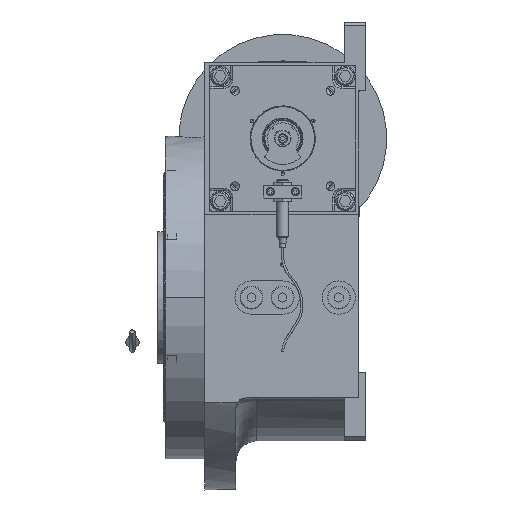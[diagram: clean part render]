
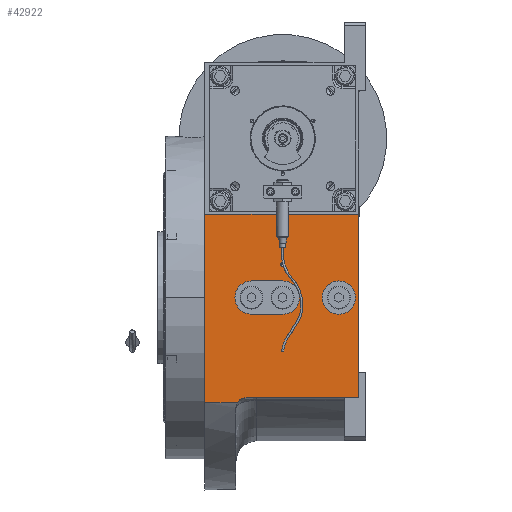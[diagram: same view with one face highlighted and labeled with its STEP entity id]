
A CAD part, left-side view. The second image highlights one B-rep face of the part: STEP entity #42922.
In plain terms, the highlighted planar face has unit normal (-1, 0, 0).
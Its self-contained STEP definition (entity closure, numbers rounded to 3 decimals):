
#11 = DIRECTION ( 'NONE',  ( 0., -1., 0. ) ) ;
#806 = VECTOR ( 'NONE', #58138, 1000. ) ;
#1220 = ORIENTED_EDGE ( 'NONE', *, *, #39414, .T. ) ;
#1465 = ORIENTED_EDGE ( 'NONE', *, *, #23947, .F. ) ;
#1694 = CARTESIAN_POINT ( 'NONE',  ( -155., 0., 0. ) ) ;
#2291 = FACE_BOUND ( 'NONE', #61739, .T. ) ;
#3975 = DIRECTION ( 'NONE',  ( 1., 0., 0. ) ) ;
#4006 = CARTESIAN_POINT ( 'NONE',  ( -155., 0., 32. ) ) ;
#4534 = EDGE_CURVE ( 'NONE', #60402, #5801, #25669, .T. ) ;
#4750 = AXIS2_PLACEMENT_3D ( 'NONE', #27618, #45690, #8730 ) ;
#5049 = LINE ( 'NONE', #75473, #806 ) ;
#5621 = DIRECTION ( 'NONE',  ( 1., 0., 0. ) ) ;
#5801 = VERTEX_POINT ( 'NONE', #29264 ) ;
#7280 = ORIENTED_EDGE ( 'NONE', *, *, #4534, .F. ) ;
#7315 = EDGE_CURVE ( 'NONE', #17897, #28031, #73370, .T. ) ;
#7751 = LINE ( 'NONE', #50617, #24874 ) ;
#7877 = CARTESIAN_POINT ( 'NONE',  ( -155., 0., 16. ) ) ;
#8096 = EDGE_LOOP ( 'NONE', ( #45462, #60688, #1465, #55135 ) ) ;
#8173 = CARTESIAN_POINT ( 'NONE',  ( -155., -73., -100.995 ) ) ;
#8334 = CARTESIAN_POINT ( 'NONE',  ( -155., -73., -96. ) ) ;
#8417 = AXIS2_PLACEMENT_3D ( 'NONE', #76878, #10782, #11179 ) ;
#8448 = AXIS2_PLACEMENT_3D ( 'NONE', #71321, #22561, #77210 ) ;
#8730 = DIRECTION ( 'NONE',  ( 0., 1., 0. ) ) ;
#9503 = EDGE_CURVE ( 'NONE', #71304, #5801, #11913, .T. ) ;
#10253 = DIRECTION ( 'NONE',  ( 0., -1., 0. ) ) ;
#10782 = DIRECTION ( 'NONE',  ( 1., 0., 0. ) ) ;
#11179 = DIRECTION ( 'NONE',  ( 0., 1., 0. ) ) ;
#11260 = VECTOR ( 'NONE', #30798, 1000. ) ;
#11913 = CIRCLE ( 'NONE', #63596, 10. ) ;
#12492 = CARTESIAN_POINT ( 'NONE',  ( -155., 30., -16. ) ) ;
#12835 = CARTESIAN_POINT ( 'NONE',  ( -155., -54., 0. ) ) ;
#13698 = DIRECTION ( 'NONE',  ( -1., 0., 0. ) ) ;
#14598 = DIRECTION ( 'NONE',  ( 0., -1., 0. ) ) ;
#14736 = CIRCLE ( 'NONE', #8448, 16. ) ;
#14949 = EDGE_CURVE ( 'NONE', #28031, #17897, #69570, .T. ) ;
#15630 = CARTESIAN_POINT ( 'NONE',  ( -155., -73., 80. ) ) ;
#16028 = VERTEX_POINT ( 'NONE', #61281 ) ;
#16646 = CARTESIAN_POINT ( 'NONE',  ( -155., 35., -106. ) ) ;
#17125 = AXIS2_PLACEMENT_3D ( 'NONE', #4006, #38198, #14598 ) ;
#17820 = CARTESIAN_POINT ( 'NONE',  ( -155., -54., 0. ) ) ;
#17897 = VERTEX_POINT ( 'NONE', #69825 ) ;
#19154 = EDGE_CURVE ( 'NONE', #53469, #52274, #25882, .T. ) ;
#19213 = EDGE_LOOP ( 'NONE', ( #55284, #20112 ) ) ;
#19238 = FACE_BOUND ( 'NONE', #19213, .T. ) ;
#20112 = ORIENTED_EDGE ( 'NONE', *, *, #7315, .F. ) ;
#21849 = AXIS2_PLACEMENT_3D ( 'NONE', #17820, #53620, #41794 ) ;
#22103 = VERTEX_POINT ( 'NONE', #12492 ) ;
#22561 = DIRECTION ( 'NONE',  ( -1., 0., 0. ) ) ;
#23122 = AXIS2_PLACEMENT_3D ( 'NONE', #12835, #55320, #37618 ) ;
#23273 = EDGE_CURVE ( 'NONE', #41108, #35169, #64997, .T. ) ;
#23947 = EDGE_CURVE ( 'NONE', #22103, #16028, #65666, .T. ) ;
#24874 = VECTOR ( 'NONE', #32524, 1000. ) ;
#25669 = LINE ( 'NONE', #8334, #11260 ) ;
#25683 = DIRECTION ( 'NONE',  ( -1., 0., 0. ) ) ;
#25882 = LINE ( 'NONE', #67589, #48451 ) ;
#25884 = PLANE ( 'NONE',  #56013 ) ;
#26619 = ORIENTED_EDGE ( 'NONE', *, *, #71631, .T. ) ;
#27618 = CARTESIAN_POINT ( 'NONE',  ( -155., 0., 60. ) ) ;
#27915 = ORIENTED_EDGE ( 'NONE', *, *, #51344, .F. ) ;
#28031 = VERTEX_POINT ( 'NONE', #34530 ) ;
#28766 = VERTEX_POINT ( 'NONE', #41848 ) ;
#29264 = CARTESIAN_POINT ( 'NONE',  ( -155., 35., -96. ) ) ;
#29521 = ORIENTED_EDGE ( 'NONE', *, *, #62650, .T. ) ;
#30798 = DIRECTION ( 'NONE',  ( 0., 1., 0. ) ) ;
#31044 = CARTESIAN_POINT ( 'NONE',  ( -155., 30., -16. ) ) ;
#31429 = DIRECTION ( 'NONE',  ( 0., 0., 1. ) ) ;
#31688 = VECTOR ( 'NONE', #11, 1000. ) ;
#32053 = EDGE_CURVE ( 'NONE', #40788, #44439, #48645, .T. ) ;
#32222 = VERTEX_POINT ( 'NONE', #77641 ) ;
#32524 = DIRECTION ( 'NONE',  ( 0., 0., 1. ) ) ;
#34530 = CARTESIAN_POINT ( 'NONE',  ( -155., -70., 0. ) ) ;
#34750 = DIRECTION ( 'NONE',  ( 0., 0.866, 0.5 ) ) ;
#35145 = ORIENTED_EDGE ( 'NONE', *, *, #19154, .T. ) ;
#35169 = VERTEX_POINT ( 'NONE', #63533 ) ;
#37618 = DIRECTION ( 'NONE',  ( 0., 1., 0. ) ) ;
#38198 = DIRECTION ( 'NONE',  ( 1., 0., 0. ) ) ;
#39150 = VECTOR ( 'NONE', #59820, 1000. ) ;
#39414 = EDGE_CURVE ( 'NONE', #44439, #40788, #51042, .T. ) ;
#39974 = ORIENTED_EDGE ( 'NONE', *, *, #9503, .T. ) ;
#40788 = VERTEX_POINT ( 'NONE', #70512 ) ;
#41108 = VERTEX_POINT ( 'NONE', #7877 ) ;
#41794 = DIRECTION ( 'NONE',  ( 0., -1., 0. ) ) ;
#41848 = CARTESIAN_POINT ( 'NONE',  ( -155., 75., -100.995 ) ) ;
#42922 = ADVANCED_FACE ( 'NONE', ( #67966, #19238, #2291, #44352, #60922 ), #25884, .T. ) ;
#44132 = AXIS2_PLACEMENT_3D ( 'NONE', #1694, #25683, #49691 ) ;
#44352 = FACE_BOUND ( 'NONE', #61487, .T. ) ;
#44439 = VERTEX_POINT ( 'NONE', #52558 ) ;
#44887 = EDGE_CURVE ( 'NONE', #35169, #22103, #14736, .T. ) ;
#45462 = ORIENTED_EDGE ( 'NONE', *, *, #23273, .F. ) ;
#45690 = DIRECTION ( 'NONE',  ( 1., 0., 0. ) ) ;
#45752 = DIRECTION ( 'NONE',  ( 0., 1., 0. ) ) ;
#46266 = CARTESIAN_POINT ( 'NONE',  ( -155., -2.1, 60. ) ) ;
#46456 = CARTESIAN_POINT ( 'NONE',  ( -155., 0., 60. ) ) ;
#47470 = CIRCLE ( 'NONE', #4750, 2.1 ) ;
#48451 = VECTOR ( 'NONE', #74659, 1000. ) ;
#48645 = CIRCLE ( 'NONE', #8417, 2.1 ) ;
#49691 = DIRECTION ( 'NONE',  ( 0., 0., -1. ) ) ;
#50617 = CARTESIAN_POINT ( 'NONE',  ( -155., 75., -100.995 ) ) ;
#51042 = CIRCLE ( 'NONE', #17125, 2.1 ) ;
#51344 = EDGE_CURVE ( 'NONE', #71304, #28766, #65719, .T. ) ;
#52274 = VERTEX_POINT ( 'NONE', #64392 ) ;
#52356 = EDGE_LOOP ( 'NONE', ( #26619, #35145, #60209, #27915, #39974, #7280 ) ) ;
#52515 = EDGE_CURVE ( 'NONE', #16028, #41108, #55500, .T. ) ;
#52558 = CARTESIAN_POINT ( 'NONE',  ( -155., -2.1, 32. ) ) ;
#53469 = VERTEX_POINT ( 'NONE', #15630 ) ;
#53620 = DIRECTION ( 'NONE',  ( -1., 0., 0. ) ) ;
#55135 = ORIENTED_EDGE ( 'NONE', *, *, #44887, .F. ) ;
#55284 = ORIENTED_EDGE ( 'NONE', *, *, #14949, .F. ) ;
#55320 = DIRECTION ( 'NONE',  ( -1., 0., 0. ) ) ;
#55500 = CIRCLE ( 'NONE', #44132, 16. ) ;
#56013 = AXIS2_PLACEMENT_3D ( 'NONE', #8173, #13698, #31429 ) ;
#57671 = VECTOR ( 'NONE', #45752, 1000. ) ;
#58138 = DIRECTION ( 'NONE',  ( 0., 0., 1. ) ) ;
#58616 = CARTESIAN_POINT ( 'NONE',  ( -155., 43.657, -100.995 ) ) ;
#59820 = DIRECTION ( 'NONE',  ( 0., 1., 0. ) ) ;
#60209 = ORIENTED_EDGE ( 'NONE', *, *, #74756, .F. ) ;
#60224 = ORIENTED_EDGE ( 'NONE', *, *, #74348, .T. ) ;
#60402 = VERTEX_POINT ( 'NONE', #72650 ) ;
#60559 = CIRCLE ( 'NONE', #70619, 2.1 ) ;
#60688 = ORIENTED_EDGE ( 'NONE', *, *, #52515, .F. ) ;
#60922 = FACE_OUTER_BOUND ( 'NONE', #52356, .T. ) ;
#61281 = CARTESIAN_POINT ( 'NONE',  ( -155., 0., -16. ) ) ;
#61487 = EDGE_LOOP ( 'NONE', ( #60224, #29521 ) ) ;
#61739 = EDGE_LOOP ( 'NONE', ( #64737, #1220 ) ) ;
#62650 = EDGE_CURVE ( 'NONE', #72203, #32222, #60559, .T. ) ;
#63533 = CARTESIAN_POINT ( 'NONE',  ( -155., 30., 16. ) ) ;
#63596 = AXIS2_PLACEMENT_3D ( 'NONE', #16646, #5621, #34750 ) ;
#64392 = CARTESIAN_POINT ( 'NONE',  ( -155., 75., 80. ) ) ;
#64737 = ORIENTED_EDGE ( 'NONE', *, *, #32053, .T. ) ;
#64997 = LINE ( 'NONE', #77585, #57671 ) ;
#65351 = CARTESIAN_POINT ( 'NONE',  ( -155., 43.657, -100.995 ) ) ;
#65666 = LINE ( 'NONE', #31044, #31688 ) ;
#65719 = LINE ( 'NONE', #65351, #39150 ) ;
#67589 = CARTESIAN_POINT ( 'NONE',  ( -155., -73., 80. ) ) ;
#67966 = FACE_BOUND ( 'NONE', #8096, .T. ) ;
#69570 = CIRCLE ( 'NONE', #21849, 16. ) ;
#69825 = CARTESIAN_POINT ( 'NONE',  ( -155., -38., 0. ) ) ;
#70512 = CARTESIAN_POINT ( 'NONE',  ( -155., 2.1, 32. ) ) ;
#70619 = AXIS2_PLACEMENT_3D ( 'NONE', #46456, #3975, #10253 ) ;
#71304 = VERTEX_POINT ( 'NONE', #58616 ) ;
#71321 = CARTESIAN_POINT ( 'NONE',  ( -155., 30., 0. ) ) ;
#71631 = EDGE_CURVE ( 'NONE', #60402, #53469, #5049, .T. ) ;
#72203 = VERTEX_POINT ( 'NONE', #46266 ) ;
#72650 = CARTESIAN_POINT ( 'NONE',  ( -155., -73., -96. ) ) ;
#73370 = CIRCLE ( 'NONE', #23122, 16. ) ;
#74348 = EDGE_CURVE ( 'NONE', #32222, #72203, #47470, .T. ) ;
#74659 = DIRECTION ( 'NONE',  ( 0., 1., 0. ) ) ;
#74756 = EDGE_CURVE ( 'NONE', #28766, #52274, #7751, .T. ) ;
#75473 = CARTESIAN_POINT ( 'NONE',  ( -155., -73., -96. ) ) ;
#76878 = CARTESIAN_POINT ( 'NONE',  ( -155., 0., 32. ) ) ;
#77210 = DIRECTION ( 'NONE',  ( 0., 0., 1. ) ) ;
#77585 = CARTESIAN_POINT ( 'NONE',  ( -155., 0., 16. ) ) ;
#77641 = CARTESIAN_POINT ( 'NONE',  ( -155., 2.1, 60. ) ) ;
